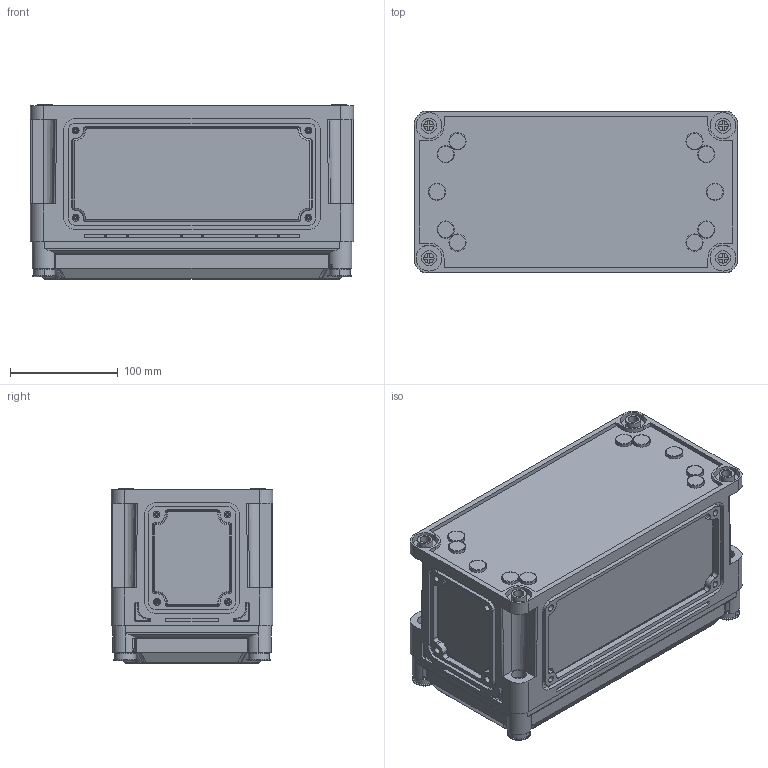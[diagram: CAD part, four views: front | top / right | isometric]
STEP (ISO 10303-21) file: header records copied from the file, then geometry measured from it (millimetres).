
FILE_DESCRIPTION (( 'STEP AP203' ), '1' );
FILE_NAME ('531310.STEP', '2015-02-20T14:19:43', ( '' ), ( '' ), 'SwSTEP 2.0', 'SolidWorks 2014', '' );
FILE_SCHEMA (( 'CONFIG_CONTROL_DESIGN' ));
Length unit declared in the file: millimetre
Products named in the file (6): �������� ��������� ��� ����  ��� ������ 500004_�� 㬮�砭��; 531310; 531210 ��������� 150�300_�� 㬮�砭��; êðûøêà RAM box H35 300 è 400_Šàëèª  300å150å35; Ïðîêëàäêà 300,400_300å150; ���� ��������� ������� ������_�� 㬮�砭��
Assembly tree (11 placements, depth 2):
  531310
    531210 ��������� 150�300_�� 㬮�砭��
    êðûøêà RAM box H35 300 è 400_Šàëèª  300å150å35
    Ïðîêëàäêà 300,400_300å150
    ���� ��������� ������� ������_�� 㬮�砭��  x4
    �������� ��������� ��� ����  ��� ������ 500004_�� 㬮�砭��  x4
Bounding box: 300 x 150 x 162 mm (x, y, z)
Volume: 865532.9 mm3; surface area: 546895.8 mm2
Topology: 11 solids, 11 shells, 1818 faces, 4645 edges, 2998 vertices
Faces by surface type: plane 815, cylinder 629, cone 140, torus 124, bspline 98, sphere 12
Entity records: 50917 total; most frequent: CARTESIAN_POINT 12681, DIRECTION 7965, ORIENTED_EDGE 7786, EDGE_CURVE 3893, AXIS2_PLACEMENT_3D 2925, VERTEX_POINT 2526, VECTOR 2115, LINE 2115
